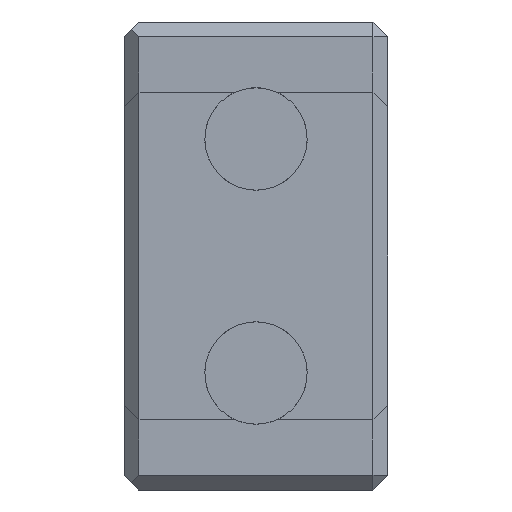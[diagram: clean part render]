
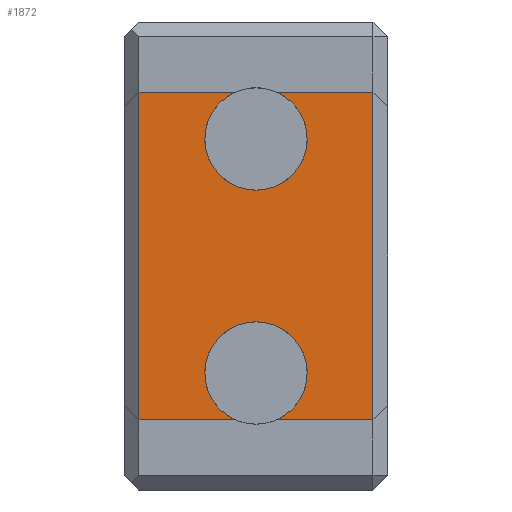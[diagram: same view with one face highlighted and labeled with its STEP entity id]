
A CAD part, left-side view. The second image highlights one B-rep face of the part: STEP entity #1872.
In plain terms, the highlighted planar face has unit normal (-1, 0, 0).
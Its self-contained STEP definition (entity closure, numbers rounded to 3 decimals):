
#147=CIRCLE('',#1994,1.75);
#153=CIRCLE('',#2005,1.75);
#154=CIRCLE('',#2006,1.75);
#252=FACE_OUTER_BOUND('',#376,.T.);
#376=EDGE_LOOP('',(#1686,#1687,#1688,#1689,#1690,#1691,#1692,#1693,#1694));
#436=LINE('',#2653,#620);
#477=LINE('',#2988,#661);
#557=LINE('',#3423,#741);
#561=LINE('',#3429,#745);
#562=LINE('',#3431,#746);
#563=LINE('',#3432,#747);
#620=VECTOR('',#2136,10.);
#661=VECTOR('',#2211,10.);
#741=VECTOR('',#2445,10.);
#745=VECTOR('',#2453,10.);
#746=VECTOR('',#2456,10.);
#747=VECTOR('',#2457,10.);
#797=VERTEX_POINT('',#2646);
#799=VERTEX_POINT('',#2652);
#841=VERTEX_POINT('',#2981);
#843=VERTEX_POINT('',#2987);
#901=VERTEX_POINT('',#3377);
#903=VERTEX_POINT('',#3380);
#909=VERTEX_POINT('',#3402);
#911=VERTEX_POINT('',#3406);
#912=VERTEX_POINT('',#3408);
#982=EDGE_CURVE('',#799,#797,#436,.T.);
#1047=EDGE_CURVE('',#843,#841,#477,.T.);
#1152=EDGE_CURVE('',#903,#901,#147,.T.);
#1166=EDGE_CURVE('',#912,#911,#153,.T.);
#1168=EDGE_CURVE('',#909,#912,#154,.T.);
#1173=EDGE_CURVE('',#911,#841,#557,.T.);
#1177=EDGE_CURVE('',#903,#843,#561,.T.);
#1178=EDGE_CURVE('',#799,#909,#562,.T.);
#1179=EDGE_CURVE('',#797,#901,#563,.T.);
#1686=ORIENTED_EDGE('',*,*,#982,.F.);
#1687=ORIENTED_EDGE('',*,*,#1178,.T.);
#1688=ORIENTED_EDGE('',*,*,#1168,.T.);
#1689=ORIENTED_EDGE('',*,*,#1166,.T.);
#1690=ORIENTED_EDGE('',*,*,#1173,.T.);
#1691=ORIENTED_EDGE('',*,*,#1047,.F.);
#1692=ORIENTED_EDGE('',*,*,#1177,.F.);
#1693=ORIENTED_EDGE('',*,*,#1152,.T.);
#1694=ORIENTED_EDGE('',*,*,#1179,.F.);
#1772=PLANE('',#2016);
#1872=ADVANCED_FACE('',(#252),#1772,.T.);
#1994=AXIS2_PLACEMENT_3D('',#3381,#2394,#2395);
#2005=AXIS2_PLACEMENT_3D('',#3409,#2424,#2425);
#2006=AXIS2_PLACEMENT_3D('',#3411,#2427,#2428);
#2016=AXIS2_PLACEMENT_3D('',#3430,#2454,#2455);
#2136=DIRECTION('',(0.,0.,-1.));
#2211=DIRECTION('',(0.,0.,1.));
#2394=DIRECTION('center_axis',(1.,0.,0.));
#2395=DIRECTION('ref_axis',(0.,0.,1.));
#2424=DIRECTION('center_axis',(1.,0.,0.));
#2425=DIRECTION('ref_axis',(0.,0.,1.));
#2427=DIRECTION('center_axis',(1.,0.,0.));
#2428=DIRECTION('ref_axis',(0.,0.,1.));
#2445=DIRECTION('',(0.,1.,0.));
#2453=DIRECTION('',(0.,1.,0.));
#2454=DIRECTION('center_axis',(-1.,0.,0.));
#2455=DIRECTION('ref_axis',(0.,0.,1.));
#2456=DIRECTION('',(0.,1.,0.));
#2457=DIRECTION('',(0.,1.,0.));
#2646=CARTESIAN_POINT('',(0.,0.5,-11.2));
#2652=CARTESIAN_POINT('',(0.,0.5,0.));
#2653=CARTESIAN_POINT('',(0.,0.5,-8.4));
#2981=CARTESIAN_POINT('',(0.,8.5,0.));
#2987=CARTESIAN_POINT('',(0.,8.5,-11.2));
#2988=CARTESIAN_POINT('',(0.,8.5,-8.4));
#3377=CARTESIAN_POINT('',(0.,3.791,-11.2));
#3380=CARTESIAN_POINT('',(0.,5.209,-11.2));
#3381=CARTESIAN_POINT('Origin',(0.,4.5,-9.6));
#3402=CARTESIAN_POINT('',(0.,3.791,0.));
#3406=CARTESIAN_POINT('',(0.,5.209,0.));
#3408=CARTESIAN_POINT('',(0.,4.5,-3.35));
#3409=CARTESIAN_POINT('Origin',(0.,4.5,-1.6));
#3411=CARTESIAN_POINT('Origin',(0.,4.5,-1.6));
#3423=CARTESIAN_POINT('',(0.,0.,0.));
#3429=CARTESIAN_POINT('',(0.,0.,-11.2));
#3430=CARTESIAN_POINT('Origin',(0.,0.,-11.2));
#3431=CARTESIAN_POINT('',(0.,0.,0.));
#3432=CARTESIAN_POINT('',(0.,0.,-11.2));
